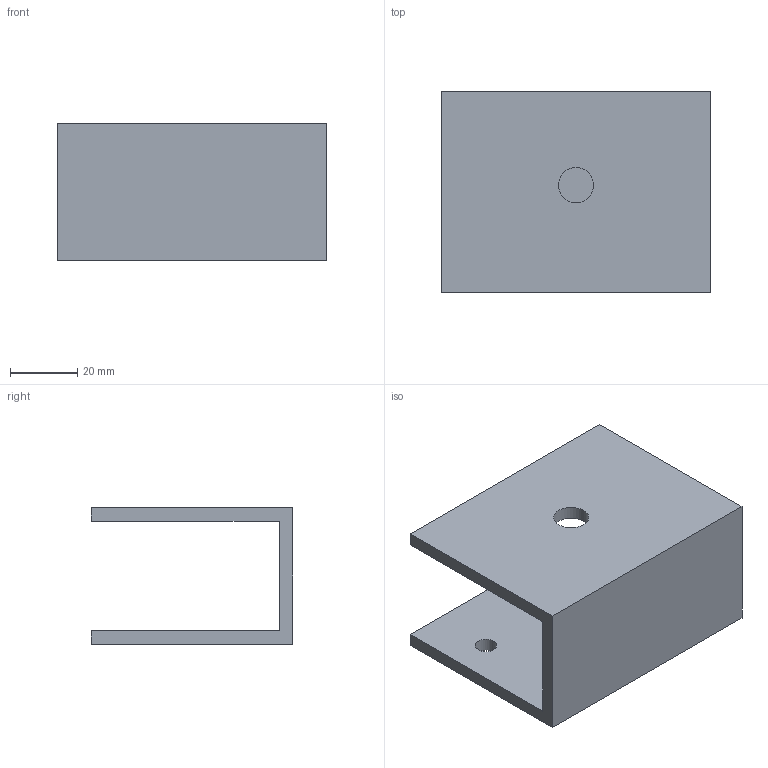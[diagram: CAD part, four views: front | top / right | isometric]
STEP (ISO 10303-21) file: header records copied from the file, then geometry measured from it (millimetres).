
FILE_DESCRIPTION(/* description */ (''),/* implementation_level */ '2;1');
FILE_NAME(/* name */ 'supp_att_nastro_x3.stp',/* time_stamp */ '2013-07-12T10:16:50+02:00',/* author */ (''),/* organization */ (''),/* preprocessor_version */ 'ST-DEVELOPER v14',/* originating_system */ 'SIEMENS PLM Software NX 8.0',/* authorisation */ '');
FILE_SCHEMA (('CONFIG_CONTROL_DESIGN'));
Length unit declared in the file: millimetre
Products named in the file (1): supp attacco nastro test
Bounding box: 80 x 60 x 40.7 mm (x, y, z)
Volume: 48260.3 mm3; surface area: 26284.5 mm2
Topology: 1 solids, 1 shells, 13 faces, 34 edges, 23 vertices
Faces by surface type: plane 10, cylinder 3
Full cylindrical faces by diameter (mm): 6.4 x2, 10.5 x1
Entity records: 474 total; most frequent: CARTESIAN_POINT 66, DIRECTION 64, ORIENTED_EDGE 60, EDGE_CURVE 30, LINE 24, VECTOR 24, EDGE_LOOP 22, VERTEX_POINT 22
